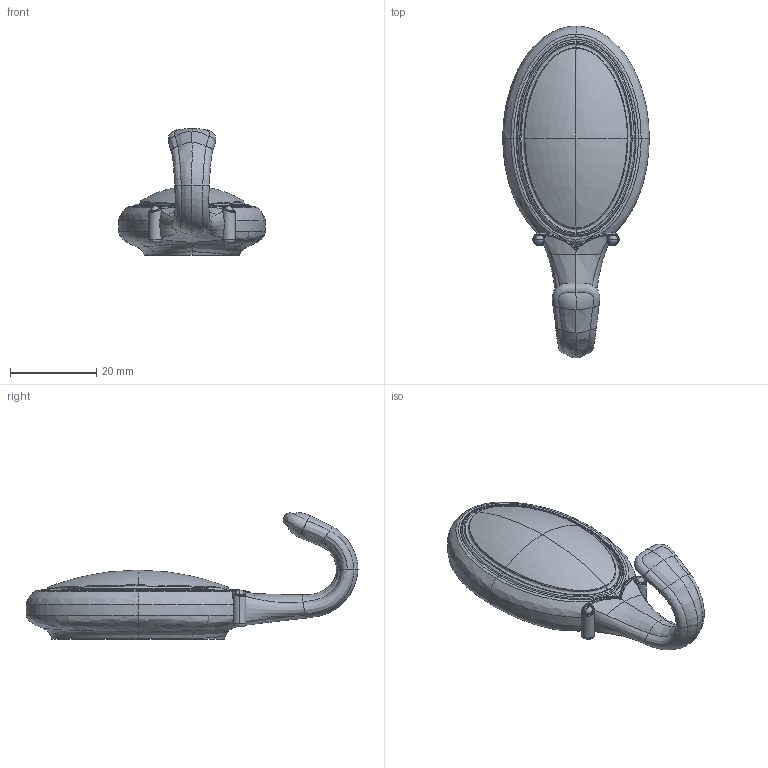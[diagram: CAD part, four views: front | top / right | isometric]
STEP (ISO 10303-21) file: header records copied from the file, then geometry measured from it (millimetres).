
FILE_DESCRIPTION(('Creo Elements/Direct Modeling STEP Export'),'2;1');
FILE_NAME('1979.stp','2021-05-26T14:18:25',(''),(''),'Creo Elements/Direct Modeling STEP processor for AP214 (Solid Model)','Creo Elements/Direct Modeling 20.0 12-Nov-2016 (C) Parametric Technology GmbH','');
FILE_SCHEMA(('AUTOMOTIVE_DESIGN { 1 0 10303 214 1 1 1 1 }'));
Length unit declared in the file: millimetre
Products named in the file (3): Einlage_Kunststoff; Mantelhaken_ohne_Rose; Mantelhaken_o_R
Assembly tree (2 placements, depth 2):
  Mantelhaken_o_R
    Mantelhaken_ohne_Rose
    Einlage_Kunststoff
Bounding box: 34 x 77 x 29.27 mm (x, y, z)
Volume: 11496.4 mm3; surface area: 9004.6 mm2
Topology: 2 solids, 2 shells, 260 faces, 666 edges, 409 vertices
Faces by surface type: bspline 133, cylinder 40, plane 37, extrusion 28, torus 14, cone 8
Entity records: 74106 total; most frequent: CARTESIAN_POINT 67573, ORIENTED_EDGE 1320, EDGE_CURVE 660, DIRECTION 547, VERTEX_POINT 409, B_SPLINE_CURVE_WITH_KNOTS 354, EDGE_LOOP 269, FACE_OUTER_BOUND 260
